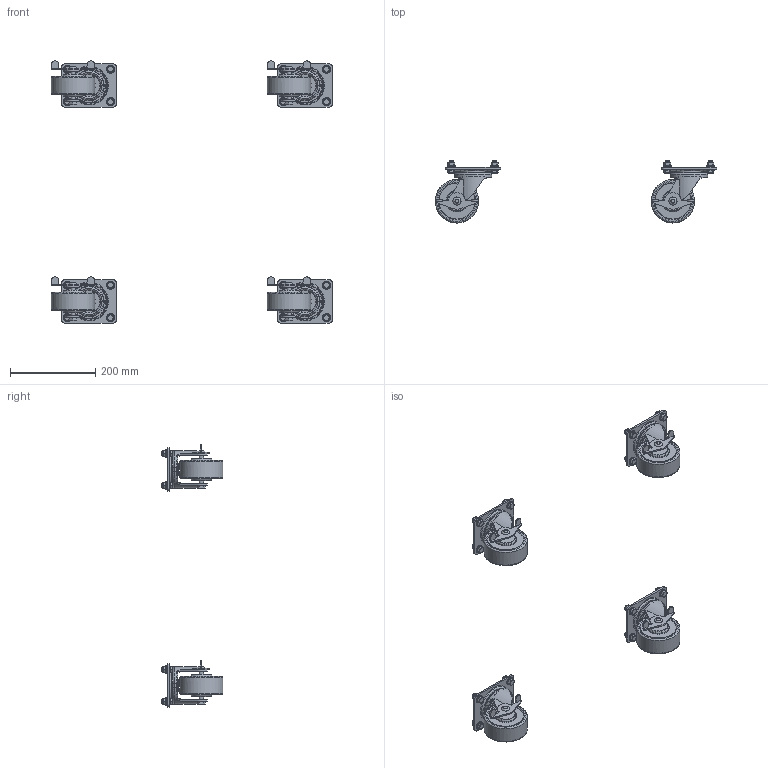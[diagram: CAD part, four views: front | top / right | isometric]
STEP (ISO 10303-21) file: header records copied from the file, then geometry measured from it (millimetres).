
FILE_DESCRIPTION (( 'STEP AP203' ), '1' );
FILE_NAME ('SCE-CAKS4.step', '2021-02-09T22:09:35', ( 'ADC123' ), ( 'Microsoft' ), 'SwSTEP 2.0', 'SolidWorks 2019', '' );
FILE_SCHEMA (( 'CONFIG_CONTROL_DESIGN' ));
Products named in the file (1): SCE-CAKS4
Bounding box: 661.46 x 145.2 x 617.05 mm (x, y, z)
Volume: 2062455.1 mm3; surface area: 412589.1 mm2
Topology: 36 solids, 36 shells, 1956 faces, 4856 edges, 2908 vertices
Faces by surface type: bspline 944, plane 564, cylinder 384, cone 60, torus 4
Full cylindrical faces by diameter (mm): 1.016 x4, 9.322 x16, 9.474 x16, 9.516 x4, 10.583 x8, 10.698 x4, 12.7 x16, 31.97 x4, 50.8 x8, 56.881 x4, 83.82 x4, 101.6 x4
Entity records: 110833 total; most frequent: CARTESIAN_POINT 76869, ORIENTED_EDGE 8152, DIRECTION 4602, EDGE_CURVE 4076, VERTEX_POINT 2616, EDGE_LOOP 2452, FACE_OUTER_BOUND 2192, ADVANCED_FACE 1956
